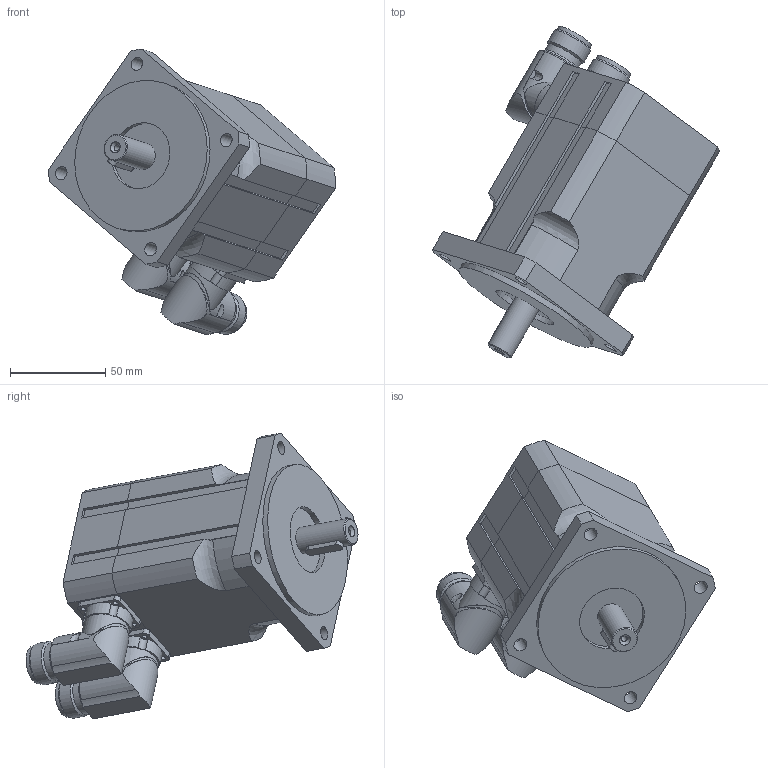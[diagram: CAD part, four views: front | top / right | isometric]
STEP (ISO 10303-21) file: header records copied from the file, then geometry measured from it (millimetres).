
FILE_DESCRIPTION(/* description */ ('Alibre Inc.'),/* implementation_level */ '2;1');
FILE_NAME(/* name */ 'export0',/* time_stamp */ '2011-08-11T11:47:20+02:00',/* author */ (''),/* organization */ (''),/* preprocessor_version */ 'ST-DEVELOPER v12',/* originating_system */ 'Alibre',/* authorisation */ '');
FILE_SCHEMA (('AUTOMOTIVE_DESIGN'));
Length unit declared in the file: millimetre
Products named in the file (5): ID_1
Bounding box: 150.28 x 173.97 x 149.85 mm (x, y, z)
Volume: 710132.8 mm3; surface area: 83887.6 mm2
Topology: 5 solids, 5 shells, 214 faces, 551 edges, 361 vertices
Faces by surface type: plane 95, cylinder 81, bspline 27, cone 7, torus 4
Full cylindrical faces by diameter (mm): 2.7 x8, 14 x1, 20 x6, 22 x4, 24 x2, 35 x1, 80 x1
Entity records: 5662 total; most frequent: CARTESIAN_POINT 1918, ORIENTED_EDGE 746, DIRECTION 679, EDGE_CURVE 373, AXIS2_PLACEMENT_3D 273, VERTEX_POINT 261, EDGE_LOOP 208, FACE_BOUND 208
